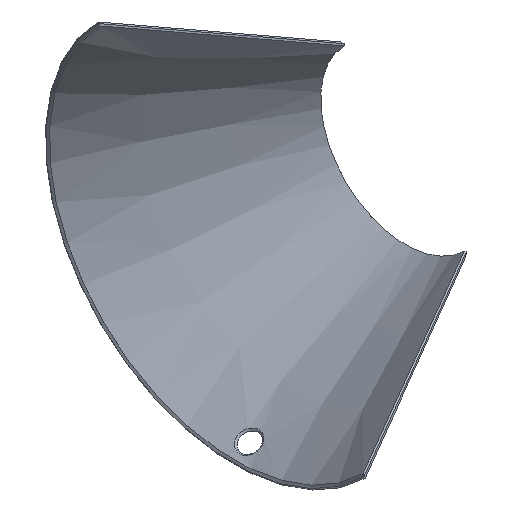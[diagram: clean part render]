
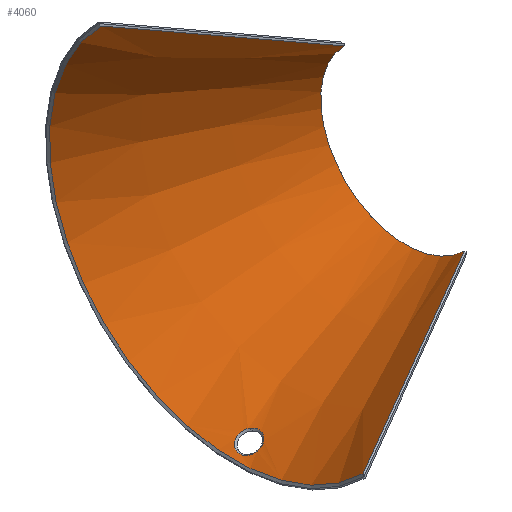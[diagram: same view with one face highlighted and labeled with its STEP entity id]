
A CAD part, isometric view. The second image highlights one B-rep face of the part: STEP entity #4060.
In plain terms, the highlighted conical face has half-angle 30.001 degrees and reference radius 1 mm.
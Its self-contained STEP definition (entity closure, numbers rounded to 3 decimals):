
#2800=CARTESIAN_POINT('',(-1526.999,-1140.474,
-1152.85));
#2810=VERTEX_POINT('',#2800);
#2920=CARTESIAN_POINT('',(-1527.,1152.85,
1140.474));
#2930=VERTEX_POINT('',#2920);
#2960=CARTESIAN_POINT('',(-1527.,0.,
0.));
#2970=DIRECTION('',(1.,0.,0.));
#2980=DIRECTION('',(0.,-0.703,-0.711));
#2990=AXIS2_PLACEMENT_3D('',#2960,#2970,#2980);
#3000=CIRCLE('',#2990,1621.649);
#3010=EDGE_CURVE('',#2810,#2930,#3000,.T.);
#3130=CARTESIAN_POINT('',(1279.935,0.,
0.));
#3140=DIRECTION('',(-1.,0.,0.));
#3150=DIRECTION('',(0.,-1.,0.));
#3160=AXIS2_PLACEMENT_3D('',#3130,#3140,#3150);
#3170=CONICAL_SURFACE('',#3160,1.,0.524);
#3180=CARTESIAN_POINT('',(-1527.,-1140.473,
-1152.85));
#3190=DIRECTION('',(0.866,0.354,0.354
));
#3200=VECTOR('',#3190,1.);
#3210=LINE('',#3180,#3200);
#3220=CARTESIAN_POINT('',(-5.5,-519.331,
-531.607));
#3230=VERTEX_POINT('',#3220);
#3240=EDGE_CURVE('',#2810,#3230,#3210,.T.);
#3250=ORIENTED_EDGE('',*,*,#3240,.T.);
#3260=ORIENTED_EDGE('',*,*,#3010,.F.);
#3270=CARTESIAN_POINT('',(-5.512,531.611,
519.333));
#3280=DIRECTION('',(-0.866,0.354,
0.354));
#3290=VECTOR('',#3280,1.);
#3300=LINE('',#3270,#3290);
#3310=CARTESIAN_POINT('',(-5.5,531.61,
519.327));
#3320=VERTEX_POINT('',#3310);
#3330=EDGE_CURVE('',#3320,#2930,#3300,.T.);
#3340=ORIENTED_EDGE('',*,*,#3330,.T.);
#3350=CARTESIAN_POINT('',(-5.5,0.,
0.));
#3360=DIRECTION('',(1.,0.,0.));
#3370=DIRECTION('',(0.,-0.699,
-0.715));
#3380=AXIS2_PLACEMENT_3D('',#3350,#3360,#3370);
#3390=CIRCLE('',#3380,743.176);
#3400=EDGE_CURVE('',#3230,#3320,#3390,.T.);
#3410=ORIENTED_EDGE('',*,*,#3400,.T.);
#3420=EDGE_LOOP('',(#3410,#3340,#3260,#3250));
#3430=FACE_OUTER_BOUND('',#3420,.T.);
#3440=CARTESIAN_POINT('',(-1328.518,58.67,
-1505.904));
#3450=CARTESIAN_POINT('',(-1325.091,53.456,
-1504.128));
#3460=CARTESIAN_POINT('',(-1319.093,42.144,
-1501.048));
#3470=CARTESIAN_POINT('',(-1314.295,27.033,
-1498.615));
#3480=CARTESIAN_POINT('',(-1312.037,14.204,
-1497.474));
#3490=CARTESIAN_POINT('',(-1310.943,1.389,
-1496.923));
#3500=CARTESIAN_POINT('',(-1311.684,-14.818,
-1497.296));
#3510=CARTESIAN_POINT('',(-1315.261,-30.557,
-1499.102));
#3520=CARTESIAN_POINT('',(-1319.685,-42.448,
-1501.356));
#3530=CARTESIAN_POINT('',(-1325.219,-53.975,
-1504.192));
#3540=CARTESIAN_POINT('',(-1333.768,-66.86,
-1508.619));
#3550=CARTESIAN_POINT('',(-1344.585,-77.884,
-1514.33));
#3560=CARTESIAN_POINT('',(-1354.07,-85.021,
-1519.426));
#3570=CARTESIAN_POINT('',(-1361.626,-89.597,
-1523.532));
#3580=CARTESIAN_POINT('',(-1369.628,-93.349,
-1527.935));
#3590=CARTESIAN_POINT('',(-1380.457,-97.071,
-1533.968));
#3600=CARTESIAN_POINT('',(-1391.751,-98.978,
-1540.38));
#3610=CARTESIAN_POINT('',(-1403.058,-98.944,
-1546.924));
#3620=CARTESIAN_POINT('',(-1411.393,-97.973,
-1551.808));
#3630=CARTESIAN_POINT('',(-1419.644,-96.055,
-1556.701));
#3640=CARTESIAN_POINT('',(-1430.416,-92.213,
-1563.166));
#3650=CARTESIAN_POINT('',(-1440.362,-86.683,
-1569.238));
#3660=CARTESIAN_POINT('',(-1449.645,-79.373,
-1574.988));
#3670=CARTESIAN_POINT('',(-1458.126,-71.13,
-1580.29));
#3680=CARTESIAN_POINT('',(-1463.629,-63.947,
-1583.775));
#3690=CARTESIAN_POINT('',(-1466.911,-58.691,
-1585.866));
#3700=B_SPLINE_CURVE_WITH_KNOTS('',3,(#3440,#3450,#3460,#3470,#3480,
#3490,#3500,#3510,#3520,#3530,#3540,#3550,#3560,#3570,#3580,#3590,#3600,
#3610,#3620,#3630,#3640,#3650,#3660,#3670,#3680,#3690),.UNSPECIFIED.,.F.
,.F.,(4,1,1,1,1,1,1,1,1,1,1,1,1,1,1,1,1,1,1,1,1,1,1,4),(0.,
0.063,0.125,0.156,0.188
,0.25,0.313,0.344,0.375
,0.438,0.5,0.531,0.563
,0.594,0.625,0.688,0.719
,0.75,0.781,0.813,0.875
,0.906,0.938,1.),.UNSPECIFIED.);
#3710=CARTESIAN_POINT('',(-1328.528,58.681,
-1505.913));
#3720=VERTEX_POINT('',#3710);
#3730=CARTESIAN_POINT('',(-1466.883,-58.727,
-1585.852));
#3740=VERTEX_POINT('',#3730);
#3750=EDGE_CURVE('',#3720,#3740,#3700,.T.);
#3760=ORIENTED_EDGE('',*,*,#3750,.T.);
#3770=CARTESIAN_POINT('',(-1466.91,-58.691,
-1585.866));
#3780=CARTESIAN_POINT('',(-1470.192,-53.434,
-1587.956));
#3790=CARTESIAN_POINT('',(-1474.371,-45.106,
-1590.638));
#3800=CARTESIAN_POINT('',(-1478.517,-33.184,
-1593.316));
#3810=CARTESIAN_POINT('',(-1481.686,-20.659,
-1595.371));
#3820=CARTESIAN_POINT('',(-1483.641,-4.778,
-1596.643));
#3830=CARTESIAN_POINT('',(-1482.799,14.858,
-1596.095));
#3840=CARTESIAN_POINT('',(-1479.492,30.431,
-1593.946));
#3850=CARTESIAN_POINT('',(-1475.256,42.514,
-1591.21));
#3860=CARTESIAN_POINT('',(-1470.121,53.844,
-1587.91));
#3870=CARTESIAN_POINT('',(-1461.887,66.944,
-1582.659));
#3880=CARTESIAN_POINT('',(-1451.665,77.811,
-1576.238));
#3890=CARTESIAN_POINT('',(-1442.478,85.004,
-1570.549));
#3900=CARTESIAN_POINT('',(-1432.584,91.164,
-1564.483));
#3910=CARTESIAN_POINT('',(-1422.18,95.484,
-1558.204));
#3920=CARTESIAN_POINT('',(-1411.072,98.032,
-1551.618));
#3930=CARTESIAN_POINT('',(-1399.898,99.275,
-1545.075));
#3940=CARTESIAN_POINT('',(-1385.768,98.458,
-1536.952));
#3950=CARTESIAN_POINT('',(-1371.891,94.443,
-1529.179));
#3960=CARTESIAN_POINT('',(-1361.411,89.48,
-1523.415));
#3970=CARTESIAN_POINT('',(-1351.217,83.263,
-1517.877));
#3980=CARTESIAN_POINT('',(-1339.797,73.647,
-1511.785));
#3990=CARTESIAN_POINT('',(-1331.944,63.883,
-1507.681));
#4000=CARTESIAN_POINT('',(-1328.518,58.669,
-1505.905));
#4010=B_SPLINE_CURVE_WITH_KNOTS('',3,(#3770,#3780,#3790,#3800,#3810,
#3820,#3830,#3840,#3850,#3860,#3870,#3880,#3890,#3900,#3910,#3920,#3930,
#3940,#3950,#3960,#3970,#3980,#3990,#4000),.UNSPECIFIED.,.F.,.F.,(4,1,1,
1,1,1,1,1,1,1,1,1,1,1,1,1,1,1,1,1,1,4),(0.,0.063,0.094,
0.125,0.188,0.25,0.312,
0.344,0.375,0.438,0.5,
0.531,0.563,0.625,0.656,0.687,
0.75,0.812,0.844,0.875,0.938,1.),
.UNSPECIFIED.);
#4020=EDGE_CURVE('',#3740,#3720,#4010,.T.);
#4030=ORIENTED_EDGE('',*,*,#4020,.T.);
#4040=EDGE_LOOP('',(#4030,#3760));
#4050=FACE_BOUND('',#4040,.T.);
#4060=ADVANCED_FACE('',(#3430,#4050),#3170,.F.);
